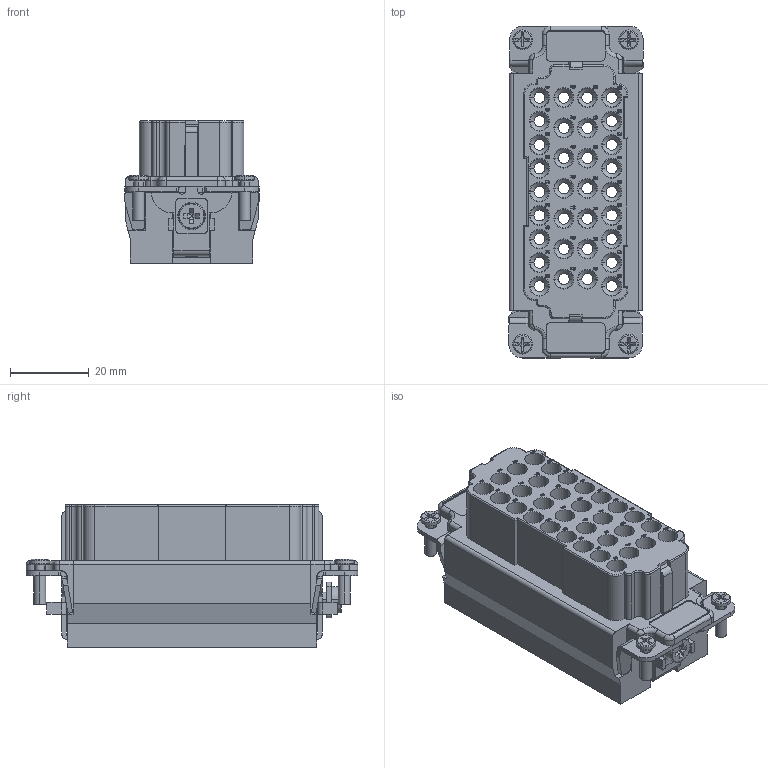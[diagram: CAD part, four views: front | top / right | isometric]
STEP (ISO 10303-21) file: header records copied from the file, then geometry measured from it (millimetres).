
FILE_DESCRIPTION((''),'2;1');
FILE_NAME('HEE-032-FC_33-64','2017-08-10T',('tl.yang'),(''),'PRO/ENGINEER BY PARAMETRIC TECHNOLOGY CORPORATION, 2011500','PRO/ENGINEER BY PARAMETRIC TECHNOLOGY CORPORATION, 2011500','');
FILE_SCHEMA(('CONFIG_CONTROL_DESIGN'));
Products named in the file (1): HEE-032-FC_33-64
Bounding box: 34.2 x 84.5 x 36.2 mm (x, y, z)
Volume: 48677.7 mm3; surface area: 34250.4 mm2
Topology: 1 solids, 5 shells, 6251 faces, 17702 edges, 11772 vertices
Faces by surface type: plane 5634, cylinder 474, cone 82, bspline 37, torus 24
Entity records: 200531 total; most frequent: CARTESIAN_POINT 37144, ORIENTED_EDGE 35404, DIRECTION 31148, EDGE_CURVE 17702, VECTOR 16486, LINE 16486, VERTEX_POINT 11772, AXIS2_PLACEMENT_3D 7331
